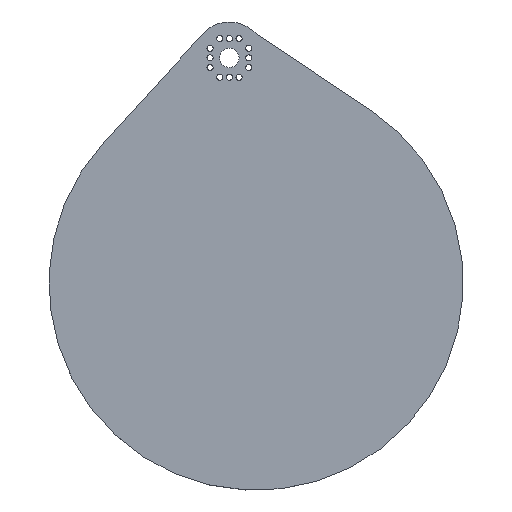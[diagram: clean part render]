
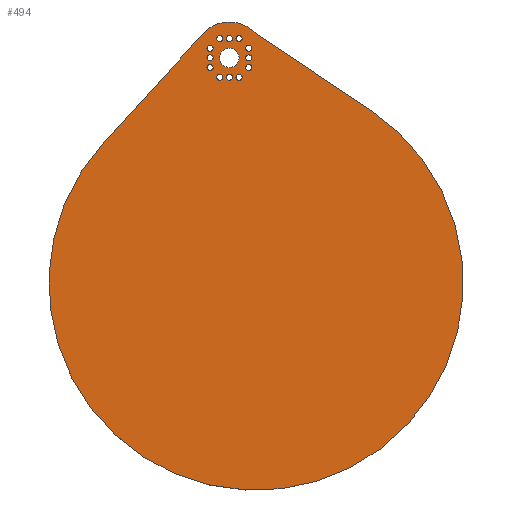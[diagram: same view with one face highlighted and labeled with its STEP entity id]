
A CAD part, top view. The second image highlights one B-rep face of the part: STEP entity #494.
In plain terms, the highlighted planar face has unit normal (0, 0, 1).
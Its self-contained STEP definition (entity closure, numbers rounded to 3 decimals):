
#34=LINE('',#845,#42);
#37=LINE('',#852,#45);
#42=VECTOR('',#714,52.191);
#45=VECTOR('',#723,50.1);
#49=PLANE('',#569);
#88=FACE_BOUND('',#201,.T.);
#89=FACE_BOUND('',#202,.T.);
#90=FACE_BOUND('',#203,.T.);
#91=FACE_BOUND('',#204,.T.);
#92=FACE_BOUND('',#205,.T.);
#93=FACE_BOUND('',#206,.T.);
#94=FACE_BOUND('',#207,.T.);
#95=FACE_BOUND('',#208,.T.);
#96=FACE_BOUND('',#209,.T.);
#97=FACE_BOUND('',#210,.T.);
#98=FACE_BOUND('',#211,.T.);
#99=FACE_BOUND('',#212,.T.);
#100=FACE_BOUND('',#213,.T.);
#131=FACE_OUTER_BOUND('',#200,.T.);
#200=EDGE_LOOP('',(#435,#436,#437,#438));
#201=EDGE_LOOP('',(#439));
#202=EDGE_LOOP('',(#440));
#203=EDGE_LOOP('',(#441));
#204=EDGE_LOOP('',(#442));
#205=EDGE_LOOP('',(#443));
#206=EDGE_LOOP('',(#444));
#207=EDGE_LOOP('',(#445));
#208=EDGE_LOOP('',(#446));
#209=EDGE_LOOP('',(#447));
#210=EDGE_LOOP('',(#448));
#211=EDGE_LOOP('',(#449));
#212=EDGE_LOOP('',(#450));
#213=EDGE_LOOP('',(#451));
#230=CIRCLE('',#516,1.1);
#232=CIRCLE('',#520,1.1);
#234=CIRCLE('',#524,1.1);
#236=CIRCLE('',#528,1.1);
#238=CIRCLE('',#532,1.1);
#240=CIRCLE('',#536,1.1);
#242=CIRCLE('',#540,1.1);
#244=CIRCLE('',#544,1.1);
#246=CIRCLE('',#548,1.1);
#248=CIRCLE('',#552,1.1);
#250=CIRCLE('',#556,1.1);
#252=CIRCLE('',#560,1.1);
#253=CIRCLE('',#562,3.5);
#254=CIRCLE('',#564,75.);
#255=CIRCLE('',#567,13.004);
#274=VERTEX_POINT('',#766);
#276=VERTEX_POINT('',#772);
#278=VERTEX_POINT('',#778);
#280=VERTEX_POINT('',#784);
#282=VERTEX_POINT('',#790);
#284=VERTEX_POINT('',#796);
#286=VERTEX_POINT('',#802);
#288=VERTEX_POINT('',#808);
#290=VERTEX_POINT('',#814);
#292=VERTEX_POINT('',#820);
#294=VERTEX_POINT('',#826);
#296=VERTEX_POINT('',#832);
#297=VERTEX_POINT('',#835);
#298=VERTEX_POINT('',#838);
#299=VERTEX_POINT('',#840);
#300=VERTEX_POINT('',#844);
#301=VERTEX_POINT('',#848);
#320=EDGE_CURVE('',#274,#274,#230,.T.);
#322=EDGE_CURVE('',#276,#276,#232,.T.);
#324=EDGE_CURVE('',#278,#278,#234,.T.);
#326=EDGE_CURVE('',#280,#280,#236,.T.);
#328=EDGE_CURVE('',#282,#282,#238,.T.);
#330=EDGE_CURVE('',#284,#284,#240,.T.);
#332=EDGE_CURVE('',#286,#286,#242,.T.);
#334=EDGE_CURVE('',#288,#288,#244,.T.);
#336=EDGE_CURVE('',#290,#290,#246,.T.);
#338=EDGE_CURVE('',#292,#292,#248,.T.);
#340=EDGE_CURVE('',#294,#294,#250,.T.);
#342=EDGE_CURVE('',#296,#296,#252,.T.);
#343=EDGE_CURVE('',#297,#297,#253,.T.);
#345=EDGE_CURVE('',#299,#298,#254,.T.);
#347=EDGE_CURVE('',#300,#299,#34,.T.);
#349=EDGE_CURVE('',#301,#300,#255,.T.);
#351=EDGE_CURVE('',#298,#301,#37,.T.);
#435=ORIENTED_EDGE('',*,*,#351,.T.);
#436=ORIENTED_EDGE('',*,*,#349,.T.);
#437=ORIENTED_EDGE('',*,*,#347,.T.);
#438=ORIENTED_EDGE('',*,*,#345,.T.);
#439=ORIENTED_EDGE('',*,*,#343,.T.);
#440=ORIENTED_EDGE('',*,*,#330,.T.);
#441=ORIENTED_EDGE('',*,*,#326,.T.);
#442=ORIENTED_EDGE('',*,*,#332,.T.);
#443=ORIENTED_EDGE('',*,*,#336,.T.);
#444=ORIENTED_EDGE('',*,*,#338,.T.);
#445=ORIENTED_EDGE('',*,*,#342,.T.);
#446=ORIENTED_EDGE('',*,*,#324,.T.);
#447=ORIENTED_EDGE('',*,*,#320,.T.);
#448=ORIENTED_EDGE('',*,*,#334,.T.);
#449=ORIENTED_EDGE('',*,*,#322,.T.);
#450=ORIENTED_EDGE('',*,*,#328,.T.);
#451=ORIENTED_EDGE('',*,*,#340,.T.);
#494=ADVANCED_FACE('',(#131,#88,#89,#90,#91,#92,#93,#94,#95,#96,#97,#98,
#99,#100),#49,.T.);
#516=AXIS2_PLACEMENT_3D('',#767,#612,#613);
#520=AXIS2_PLACEMENT_3D('',#773,#620,#621);
#524=AXIS2_PLACEMENT_3D('',#779,#628,#629);
#528=AXIS2_PLACEMENT_3D('',#785,#636,#637);
#532=AXIS2_PLACEMENT_3D('',#791,#644,#645);
#536=AXIS2_PLACEMENT_3D('',#797,#652,#653);
#540=AXIS2_PLACEMENT_3D('',#803,#660,#661);
#544=AXIS2_PLACEMENT_3D('',#809,#668,#669);
#548=AXIS2_PLACEMENT_3D('',#815,#676,#677);
#552=AXIS2_PLACEMENT_3D('',#821,#684,#685);
#556=AXIS2_PLACEMENT_3D('',#827,#692,#693);
#560=AXIS2_PLACEMENT_3D('',#833,#700,#701);
#562=AXIS2_PLACEMENT_3D('',#836,#704,#705);
#564=AXIS2_PLACEMENT_3D('',#841,#709,#710);
#567=AXIS2_PLACEMENT_3D('',#849,#718,#719);
#569=AXIS2_PLACEMENT_3D('',#853,#724,#725);
#612=DIRECTION('center_axis',(0.,0.,-1.));
#613=DIRECTION('ref_axis',(-1.,0.,0.));
#620=DIRECTION('center_axis',(0.,0.,-1.));
#621=DIRECTION('ref_axis',(-1.,0.,0.));
#628=DIRECTION('center_axis',(0.,0.,-1.));
#629=DIRECTION('ref_axis',(-1.,0.,0.));
#636=DIRECTION('center_axis',(0.,0.,-1.));
#637=DIRECTION('ref_axis',(-1.,0.,0.));
#644=DIRECTION('center_axis',(0.,0.,-1.));
#645=DIRECTION('ref_axis',(-1.,0.,0.));
#652=DIRECTION('center_axis',(0.,0.,-1.));
#653=DIRECTION('ref_axis',(-1.,0.,0.));
#660=DIRECTION('center_axis',(0.,0.,-1.));
#661=DIRECTION('ref_axis',(-1.,0.,0.));
#668=DIRECTION('center_axis',(0.,0.,-1.));
#669=DIRECTION('ref_axis',(-1.,0.,0.));
#676=DIRECTION('center_axis',(0.,0.,-1.));
#677=DIRECTION('ref_axis',(-1.,0.,0.));
#684=DIRECTION('center_axis',(0.,0.,-1.));
#685=DIRECTION('ref_axis',(-1.,0.,0.));
#692=DIRECTION('center_axis',(0.,0.,-1.));
#693=DIRECTION('ref_axis',(-1.,0.,0.));
#700=DIRECTION('center_axis',(0.,0.,-1.));
#701=DIRECTION('ref_axis',(-1.,0.,0.));
#704=DIRECTION('center_axis',(0.,0.,-1.));
#705=DIRECTION('ref_axis',(-1.,0.,0.));
#709=DIRECTION('center_axis',(0.,0.,1.));
#710=DIRECTION('ref_axis',(-0.739,0.674,0.));
#714=DIRECTION('',(-0.674,-0.739,0.));
#718=DIRECTION('center_axis',(0.,0.,1.));
#719=DIRECTION('ref_axis',(0.744,0.669,0.));
#723=DIRECTION('',(-0.832,0.555,0.));
#724=DIRECTION('center_axis',(0.,0.,1.));
#725=DIRECTION('ref_axis',(1.,0.,0.));
#766=CARTESIAN_POINT('',(-2.4,7.,3.2));
#767=CARTESIAN_POINT('Origin',(-3.5,7.,3.2));
#772=CARTESIAN_POINT('',(1.1,7.,3.2));
#773=CARTESIAN_POINT('Origin',(0.,7.,3.2));
#778=CARTESIAN_POINT('',(4.6,7.,3.2));
#779=CARTESIAN_POINT('Origin',(3.5,7.,3.2));
#784=CARTESIAN_POINT('',(8.1,3.5,3.2));
#785=CARTESIAN_POINT('Origin',(7.,3.5,3.2));
#790=CARTESIAN_POINT('',(8.1,0.,3.2));
#791=CARTESIAN_POINT('Origin',(7.,0.,3.2));
#796=CARTESIAN_POINT('',(8.1,-3.5,3.2));
#797=CARTESIAN_POINT('Origin',(7.,-3.5,3.2));
#802=CARTESIAN_POINT('',(4.6,-7.,3.2));
#803=CARTESIAN_POINT('Origin',(3.5,-7.,3.2));
#808=CARTESIAN_POINT('',(1.1,-7.,3.2));
#809=CARTESIAN_POINT('Origin',(0.,-7.,3.2));
#814=CARTESIAN_POINT('',(-2.4,-7.,3.2));
#815=CARTESIAN_POINT('Origin',(-3.5,-7.,3.2));
#820=CARTESIAN_POINT('',(-5.9,-3.5,3.2));
#821=CARTESIAN_POINT('Origin',(-7.,-3.5,3.2));
#826=CARTESIAN_POINT('',(-5.9,0.,3.2));
#827=CARTESIAN_POINT('Origin',(-7.,0.,3.2));
#832=CARTESIAN_POINT('',(-5.9,3.5,3.2));
#833=CARTESIAN_POINT('Origin',(-7.,3.5,3.2));
#835=CARTESIAN_POINT('',(3.5,0.,3.2));
#836=CARTESIAN_POINT('Origin',(0.,0.,3.2));
#838=CARTESIAN_POINT('',(51.33,-19.135,3.2));
#840=CARTESIAN_POINT('',(-45.728,-30.942,3.2));
#841=CARTESIAN_POINT('Origin',(9.67,-81.5,3.2));
#844=CARTESIAN_POINT('',(-10.546,7.608,3.2));
#845=CARTESIAN_POINT('',(-10.546,7.608,3.2));
#848=CARTESIAN_POINT('',(9.67,8.694,3.2));
#849=CARTESIAN_POINT('Origin',(0.,0.,3.2));
#852=CARTESIAN_POINT('',(51.33,-19.135,3.2));
#853=CARTESIAN_POINT('Origin',(8.54,-72.289,3.2));
